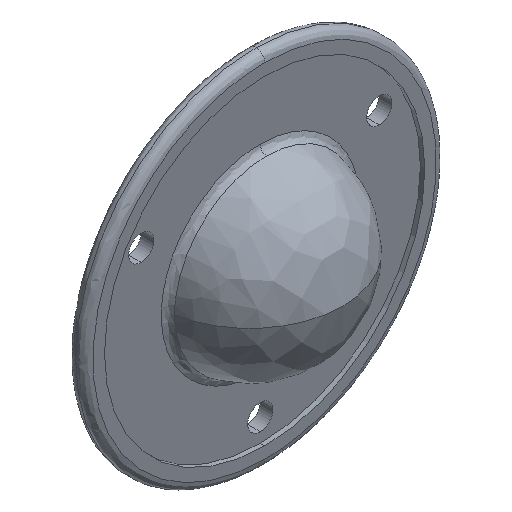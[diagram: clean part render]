
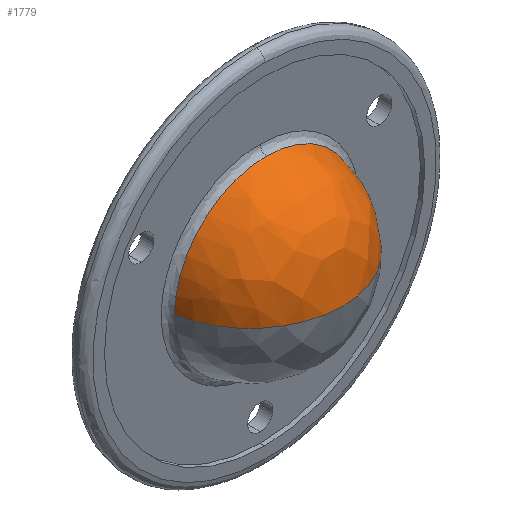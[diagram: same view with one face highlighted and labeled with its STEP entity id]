
A CAD part, isometric view. The second image highlights one B-rep face of the part: STEP entity #1779.
In plain terms, the highlighted free-form (B-spline) face has degree [3, 3] with [4, 4] control points.
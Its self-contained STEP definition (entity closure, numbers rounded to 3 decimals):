
#42 = EDGE_LOOP ( 'NONE', ( #574, #1766, #671 ) ) ;
#91 = CARTESIAN_POINT ( 'NONE',  ( 18.547, -1.833, 0. ) ) ;
#160 = CARTESIAN_POINT ( 'NONE',  ( 14.056, -29.264, 0. ) ) ;
#202 = VERTEX_POINT ( 'NONE', #1933 ) ;
#204 = DIRECTION ( 'NONE',  ( 0., 0., 1. ) ) ;
#318 = CARTESIAN_POINT ( 'NONE',  ( 18.6, -0.523, 2.739 ) ) ;
#363 = EDGE_CURVE ( 'NONE', #202, #443, #397, .T. ) ;
#370 = CIRCLE ( 'NONE', #440, 18.547 ) ;
#373 = CIRCLE ( 'NONE', #1929, 18.547 ) ;
#397 = CIRCLE ( 'NONE', #1136, 18.848 ) ;
#440 = AXIS2_PLACEMENT_3D ( 'NONE', #1410, #1273, #1565 ) ;
#443 = VERTEX_POINT ( 'NONE', #91 ) ;
#491 = CARTESIAN_POINT ( 'NONE',  ( -18.6, -0.523, 2.739 ) ) ;
#495 = VERTEX_POINT ( 'NONE', #782 ) ;
#560 = DIRECTION ( 'NONE',  ( -1., 0., 0. ) ) ;
#574 = ORIENTED_EDGE ( 'NONE', *, *, #675, .T. ) ;
#581 = CARTESIAN_POINT ( 'NONE',  ( 0., 1.524, 0. ) ) ;
#657 = DIRECTION ( 'NONE',  ( 0., -1., 0. ) ) ;
#671 = ORIENTED_EDGE ( 'NONE', *, *, #363, .T. ) ;
#675 = EDGE_CURVE ( 'NONE', #443, #495, #373, .T. ) ;
#726 = CARTESIAN_POINT ( 'NONE',  ( -18.6, -1.523, 0. ) ) ;
#782 = CARTESIAN_POINT ( 'NONE',  ( 0., -1.833, 18.547 ) ) ;
#797 = CARTESIAN_POINT ( 'NONE',  ( -18.6, 1.007, 3.003 ) ) ;
#950 = CARTESIAN_POINT ( 'NONE',  ( -14.056, -29.264, 0. ) ) ;
#1110 = CARTESIAN_POINT ( 'NONE',  ( -14.056, -29.264, 15.683 ) ) ;
#1119 = CARTESIAN_POINT ( 'NONE',  ( 14.056, -3.707, 30.341 ) ) ;
#1136 = AXIS2_PLACEMENT_3D ( 'NONE', #581, #1667, #560 ) ;
#1169 =( BOUNDED_SURFACE ( )  B_SPLINE_SURFACE ( 3, 3, ( 
 ( #726, #1577, #491, #797 ),
 ( #950, #1110, #1262, #1249 ),
 ( #160, #1581, #1738, #1119 ),
 ( #1723, #1234, #318, #1399 ) ),
 .UNSPECIFIED., .F., .F., .F. ) 
 B_SPLINE_SURFACE_WITH_KNOTS ( ( 4, 4 ),
 ( 4, 4 ),
 ( 0., 1. ),
 ( 0., 1. ),
 .UNSPECIFIED. ) 
 GEOMETRIC_REPRESENTATION_ITEM ( )  RATIONAL_B_SPLINE_SURFACE ( (
 ( 1., 0.843, 0.843, 1.),
 ( 0.441, 0.372, 0.372, 0.441),
 ( 0.441, 0.372, 0.372, 0.441),
 ( 1., 0.843, 0.843, 1.) ) ) 
 REPRESENTATION_ITEM ( '' )  SURFACE ( )  );
#1234 = CARTESIAN_POINT ( 'NONE',  ( 18.6, -1.523, 1.552 ) ) ;
#1249 = CARTESIAN_POINT ( 'NONE',  ( -14.056, -3.707, 30.341 ) ) ;
#1262 = CARTESIAN_POINT ( 'NONE',  ( -14.056, -19.161, 27.677 ) ) ;
#1273 = DIRECTION ( 'NONE',  ( 0., -1., 0. ) ) ;
#1399 = CARTESIAN_POINT ( 'NONE',  ( 18.6, 1.007, 3.003 ) ) ;
#1410 = CARTESIAN_POINT ( 'NONE',  ( 0., -1.833, 0. ) ) ;
#1469 = EDGE_CURVE ( 'NONE', #495, #202, #370, .T. ) ;
#1485 = FACE_OUTER_BOUND ( 'NONE', #42, .T. ) ;
#1565 = DIRECTION ( 'NONE',  ( 0., 0., 1. ) ) ;
#1577 = CARTESIAN_POINT ( 'NONE',  ( -18.6, -1.523, 1.552 ) ) ;
#1581 = CARTESIAN_POINT ( 'NONE',  ( 14.056, -29.264, 15.683 ) ) ;
#1667 = DIRECTION ( 'NONE',  ( 0., 0., 1. ) ) ;
#1723 = CARTESIAN_POINT ( 'NONE',  ( 18.6, -1.523, 0. ) ) ;
#1738 = CARTESIAN_POINT ( 'NONE',  ( 14.056, -19.161, 27.677 ) ) ;
#1766 = ORIENTED_EDGE ( 'NONE', *, *, #1469, .T. ) ;
#1779 = ADVANCED_FACE ( 'NONE', ( #1485 ), #1169, .T. ) ;
#1897 = CARTESIAN_POINT ( 'NONE',  ( 0., -1.833, 0. ) ) ;
#1929 = AXIS2_PLACEMENT_3D ( 'NONE', #1897, #657, #204 ) ;
#1933 = CARTESIAN_POINT ( 'NONE',  ( -18.547, -1.833, 0. ) ) ;
